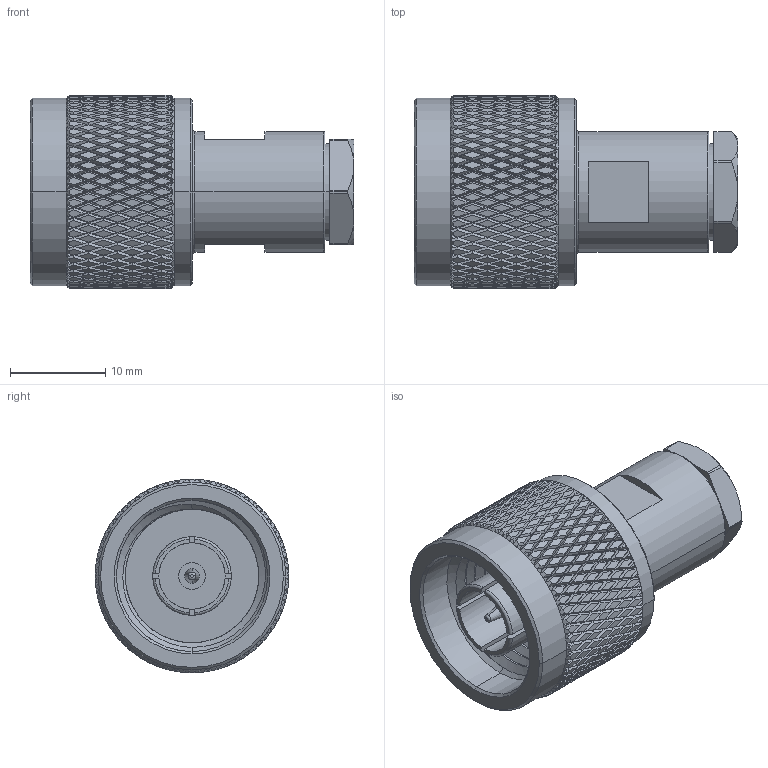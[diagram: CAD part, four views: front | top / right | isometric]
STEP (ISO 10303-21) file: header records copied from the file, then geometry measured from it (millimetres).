
FILE_DESCRIPTION (( 'STEP AP214' ), '1' );
FILE_NAME ('PE4081.STEP', '2018-02-08T21:48:48', ( '' ), ( '' ), 'SwSTEP 2.0', 'SolidWorks 2017', '' );
FILE_SCHEMA (( 'AUTOMOTIVE_DESIGN' ));
Length unit declared in the file: inch
Products named in the file (1): PE4081
Bounding box: 34.04 x 20.32 x 20.32 mm (x, y, z)
Volume: 5535.1 mm3; surface area: 3978.1 mm2
Topology: 1 solids, 1 shells, 2411 faces, 5202 edges, 2803 vertices
Faces by surface type: bspline 1795, cylinder 544, plane 38, cone 24, torus 10
Entity records: 93252 total; most frequent: CARTESIAN_POINT 61221, ORIENTED_EDGE 10404, EDGE_CURVE 5202, VERTEX_POINT 2803, EDGE_LOOP 2421, ADVANCED_FACE 2411, FACE_OUTER_BOUND 2411, B_SPLINE_CURVE_WITH_KNOTS 2045
